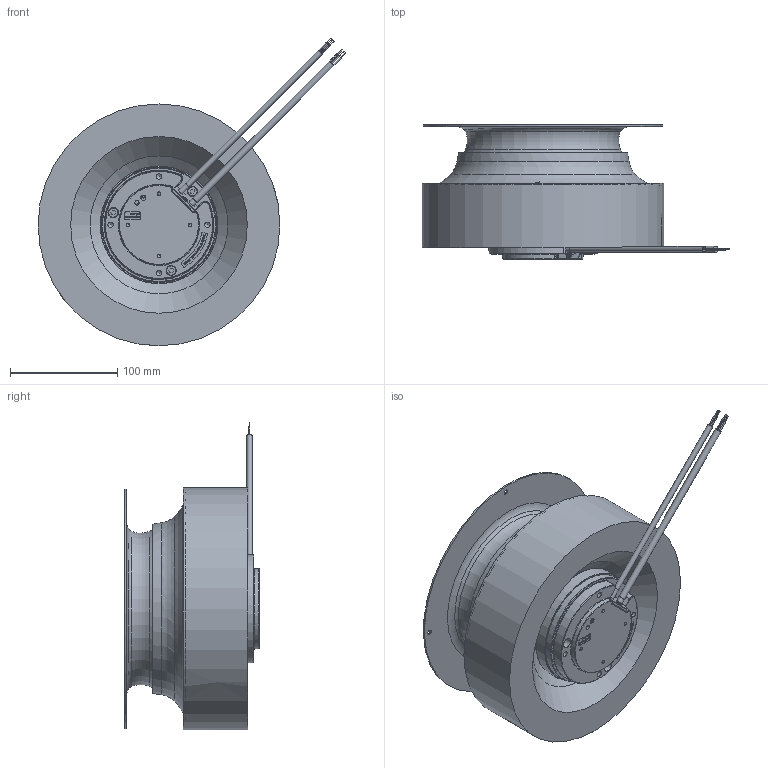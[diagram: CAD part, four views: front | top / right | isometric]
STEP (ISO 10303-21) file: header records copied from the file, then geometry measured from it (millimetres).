
FILE_DESCRIPTION (( 'STEP AP214' ), '1' );
FILE_NAME ('GTB023EUG10R-V E1 (FOR 客戶).STEP', '2022-11-03T09:36:19', ( '' ), ( '' ), 'SwSTEP 2.0', 'SolidWorks 2020', '' );
FILE_SCHEMA (( 'AUTOMOTIVE_DESIGN' ));
Length unit declared in the file: millimetre
Products named in the file (29): OD55 磁石_34.4; GTB023EUG10R-V E1 (FOR 客戶); 85W cable_170W; CABLE_COVER 4101601400change; 防水蓋NN; OD55 Si-steel_all-(insert)_for BMC_170W 繞線定子; M3-screw_5L; O-ring_5-2; 170W定子組; OD55 Case_170W 軸心直角鐵殼; 225+170W_Rotor射包_給客戶; 墊環_卡扣6.3; 墊環_卡扣5.3; OD55 ¾TPillow_for BMC_170W ¾TPILLOW+BMC; M5 內六角_10; 170W_GTB023_IMPELLER_給客戶; OD55 Si-steel_all-(insert)_for BMC_170W BMC 部分; 防水墊片; NOZZLE; 防水隔片; O-ring_4.8-1.9; 170W 散熱片; OD55 170W CAP²Õ; 608ZZ_bearing; OD55_CAP (170W_)N3_TEMP1_170W (無絕緣); snap ring_開; wave_spring_608用現品; OD55 cable cover 170W
Assembly tree (23 placements, depth 3):
  OD55 磁石_34.4
  GTB023EUG10R-V E1 (FOR 客戶)
    OD55 170W CAP²Õ
      OD55_CAP (170W_)N3_TEMP1_170W (無絕緣)
      170W 散熱片
      M5 內六角_10  x3
      M3-screw_5L  x2
      OD55 cable cover 170W
      85W cable_170W
      M3-screw_5L
      墊環_卡扣6.3
      墊環_卡扣5.3
      O-ring_5-2
      O-ring_4.8-1.9
      CABLE_COVER 4101601400change
    170W定子組
      OD55 ¾TPillow_for BMC_170W ¾TPILLOW+BMC
      防水墊片
    225+170W_Rotor射包_給客戶
      170W_GTB023_IMPELLER_給客戶
      OD55 Case_170W 軸心直角鐵殼
    NOZZLE
  防水蓋NN
  OD55 Si-steel_all-(insert)_for BMC_170W 繞線定子
  OD55 Si-steel_all-(insert)_for BMC_170W BMC 部分
Bounding box: 286.41 x 125.2 x 286.17 mm (x, y, z)
Volume: 2028130.4 mm3; surface area: 343781.7 mm2
Topology: 23 solids, 31 shells, 2365 faces, 5985 edges, 3764 vertices
Faces by surface type: plane 804, bspline 598, cylinder 532, torus 264, cone 144, sphere 23
Full cylindrical faces by diameter (mm): 0.5 x4, 0.9 x7, 1.5 x2, 2.1 x2, 2.4 x3, 2.5 x6, 3 x2, 3.3 x6, 3.9 x3, 4 x3, 4.2 x4, 4.5 x4, 4.8 x1, 5 x10, 5.3 x5, 5.4 x3, 6 x16, 6.2 x2, 7.2 x3, 7.4 x3, 8 x2, 8.5 x3, 9.2 x3, 68.4 x1, 68.6 x4, 72 x2, 106.5 x1, 151.13 x1, 213 x1, 223 x1
Entity records: 100843 total; most frequent: CARTESIAN_POINT 49829, ORIENTED_EDGE 11014, DIRECTION 8968, EDGE_CURVE 5507, VERTEX_POINT 3602, AXIS2_PLACEMENT_3D 3375, EDGE_LOOP 2775, FACE_OUTER_BOUND 2503
